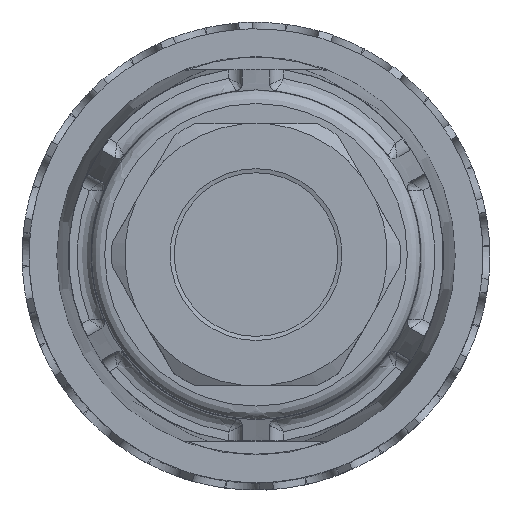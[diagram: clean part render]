
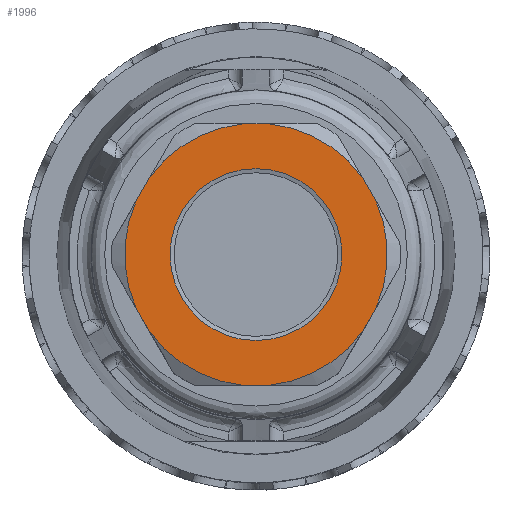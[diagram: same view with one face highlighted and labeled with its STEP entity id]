
A CAD part, top view. The second image highlights one B-rep face of the part: STEP entity #1996.
In plain terms, the highlighted planar face has unit normal (0, 0, 1).
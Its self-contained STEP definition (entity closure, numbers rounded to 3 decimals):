
#345=LINE('',#12310,#982);
#346=LINE('',#12322,#983);
#347=LINE('',#12334,#984);
#348=LINE('',#12346,#985);
#349=LINE('',#12358,#986);
#350=LINE('',#12370,#987);
#982=VECTOR('',#9058,1.);
#983=VECTOR('',#9065,1.);
#984=VECTOR('',#9072,1.);
#985=VECTOR('',#9079,1.);
#986=VECTOR('',#9086,1.);
#987=VECTOR('',#9093,1.);
#1581=PLANE('',#8206);
#1804=FACE_BOUND('',#2932,.T.);
#1805=FACE_BOUND('',#2933,.T.);
#1996=ADVANCED_FACE('',(#1804,#1805),#1581,.T.);
#2932=EDGE_LOOP('',(#4060));
#2933=EDGE_LOOP('',(#4061,#4062,#4063,#4064,#4065,#4066,#4067,#4068,#4069,
#4070,#4071,#4072));
#4060=ORIENTED_EDGE('',*,*,#6887,.T.);
#4061=ORIENTED_EDGE('',*,*,#6886,.T.);
#4062=ORIENTED_EDGE('',*,*,#6884,.F.);
#4063=ORIENTED_EDGE('',*,*,#6882,.T.);
#4064=ORIENTED_EDGE('',*,*,#6880,.F.);
#4065=ORIENTED_EDGE('',*,*,#6878,.T.);
#4066=ORIENTED_EDGE('',*,*,#6876,.F.);
#4067=ORIENTED_EDGE('',*,*,#6874,.T.);
#4068=ORIENTED_EDGE('',*,*,#6872,.F.);
#4069=ORIENTED_EDGE('',*,*,#6870,.T.);
#4070=ORIENTED_EDGE('',*,*,#6868,.F.);
#4071=ORIENTED_EDGE('',*,*,#6866,.T.);
#4072=ORIENTED_EDGE('',*,*,#6864,.F.);
#6038=VERTEX_POINT('',#12309);
#6039=VERTEX_POINT('',#12311);
#6040=VERTEX_POINT('',#12317);
#6041=VERTEX_POINT('',#12323);
#6042=VERTEX_POINT('',#12329);
#6043=VERTEX_POINT('',#12335);
#6044=VERTEX_POINT('',#12341);
#6045=VERTEX_POINT('',#12347);
#6046=VERTEX_POINT('',#12353);
#6047=VERTEX_POINT('',#12359);
#6048=VERTEX_POINT('',#12365);
#6049=VERTEX_POINT('',#12371);
#6050=VERTEX_POINT('',#12379);
#6864=EDGE_CURVE('',#6038,#6039,#345,.T.);
#6866=EDGE_CURVE('',#6040,#6039,#7866,.T.);
#6868=EDGE_CURVE('',#6040,#6041,#346,.T.);
#6870=EDGE_CURVE('',#6042,#6041,#7867,.T.);
#6872=EDGE_CURVE('',#6042,#6043,#347,.T.);
#6874=EDGE_CURVE('',#6044,#6043,#7868,.T.);
#6876=EDGE_CURVE('',#6044,#6045,#348,.T.);
#6878=EDGE_CURVE('',#6046,#6045,#7869,.T.);
#6880=EDGE_CURVE('',#6046,#6047,#349,.T.);
#6882=EDGE_CURVE('',#6048,#6047,#7870,.T.);
#6884=EDGE_CURVE('',#6048,#6049,#350,.T.);
#6886=EDGE_CURVE('',#6038,#6049,#7871,.T.);
#6887=EDGE_CURVE('',#6050,#6050,#7872,.T.);
#7866=CIRCLE('',#8188,9.55);
#7867=CIRCLE('',#8191,9.55);
#7868=CIRCLE('',#8194,9.55);
#7869=CIRCLE('',#8197,9.55);
#7870=CIRCLE('',#8200,9.55);
#7871=CIRCLE('',#8203,9.55);
#7872=CIRCLE('',#8205,6.25);
#8188=AXIS2_PLACEMENT_3D('',#12316,#9061,#9062);
#8191=AXIS2_PLACEMENT_3D('',#12328,#9068,#9069);
#8194=AXIS2_PLACEMENT_3D('',#12340,#9075,#9076);
#8197=AXIS2_PLACEMENT_3D('',#12352,#9082,#9083);
#8200=AXIS2_PLACEMENT_3D('',#12364,#9089,#9090);
#8203=AXIS2_PLACEMENT_3D('',#12376,#9096,#9097);
#8205=AXIS2_PLACEMENT_3D('',#12378,#9100,#9101);
#8206=AXIS2_PLACEMENT_3D('',#12380,#9102,#9103);
#9058=DIRECTION('',(-0.5,0.866,0.));
#9061=DIRECTION('',(0.,0.,1.));
#9062=DIRECTION('',(-0.913,0.409,0.));
#9065=DIRECTION('',(0.5,0.866,0.));
#9068=DIRECTION('',(0.,0.,1.));
#9069=DIRECTION('',(-0.102,0.995,0.));
#9072=DIRECTION('',(1.,0.,0.));
#9075=DIRECTION('',(0.,0.,1.));
#9076=DIRECTION('',(0.81,0.586,0.));
#9079=DIRECTION('',(0.5,-0.866,0.));
#9082=DIRECTION('',(0.,0.,1.));
#9083=DIRECTION('',(0.913,-0.409,0.));
#9086=DIRECTION('',(-0.5,-0.866,0.));
#9089=DIRECTION('',(0.,0.,1.));
#9090=DIRECTION('',(0.102,-0.995,0.));
#9093=DIRECTION('',(-1.,0.,0.));
#9096=DIRECTION('',(0.,0.,1.));
#9097=DIRECTION('',(-0.81,-0.586,0.));
#9100=DIRECTION('',(0.,0.,-1.));
#9101=DIRECTION('',(-0.866,-0.5,0.));
#9102=DIRECTION('',(0.,0.,1.));
#9103=DIRECTION('',(-0.866,-0.5,0.));
#12309=CARTESIAN_POINT('',(-7.739,-5.595,80.2));
#12310=CARTESIAN_POINT('',(-7.739,-5.595,80.2));
#12311=CARTESIAN_POINT('',(-8.715,-3.905,80.2));
#12316=CARTESIAN_POINT('',(0.,0.,80.2));
#12317=CARTESIAN_POINT('',(-8.715,3.905,80.2));
#12322=CARTESIAN_POINT('',(-8.715,3.905,80.2));
#12323=CARTESIAN_POINT('',(-7.739,5.595,80.2));
#12328=CARTESIAN_POINT('',(0.,0.,80.2));
#12329=CARTESIAN_POINT('',(-0.976,9.5,80.2));
#12334=CARTESIAN_POINT('',(-0.976,9.5,80.2));
#12335=CARTESIAN_POINT('',(0.976,9.5,80.2));
#12340=CARTESIAN_POINT('',(0.,0.,80.2));
#12341=CARTESIAN_POINT('',(7.739,5.595,80.2));
#12346=CARTESIAN_POINT('',(7.739,5.595,80.2));
#12347=CARTESIAN_POINT('',(8.715,3.905,80.2));
#12352=CARTESIAN_POINT('',(0.,0.,80.2));
#12353=CARTESIAN_POINT('',(8.715,-3.905,80.2));
#12358=CARTESIAN_POINT('',(8.715,-3.905,80.2));
#12359=CARTESIAN_POINT('',(7.739,-5.595,80.2));
#12364=CARTESIAN_POINT('',(0.,0.,80.2));
#12365=CARTESIAN_POINT('',(0.976,-9.5,80.2));
#12370=CARTESIAN_POINT('',(0.976,-9.5,80.2));
#12371=CARTESIAN_POINT('',(-0.976,-9.5,80.2));
#12376=CARTESIAN_POINT('',(0.,0.,80.2));
#12378=CARTESIAN_POINT('',(0.,0.,80.2));
#12379=CARTESIAN_POINT('',(-5.413,-3.125,80.2));
#12380=CARTESIAN_POINT('',(3.275,15.228,80.2));
